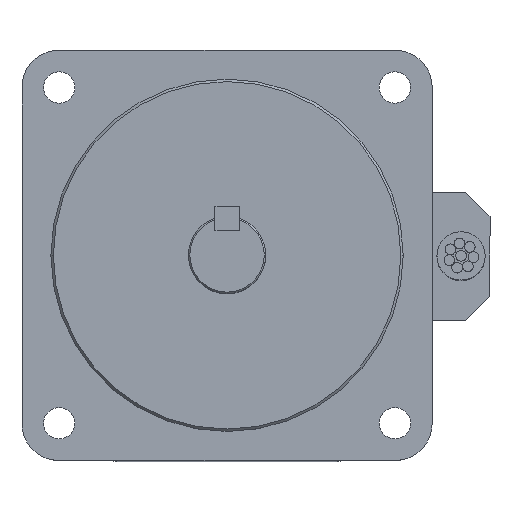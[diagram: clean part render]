
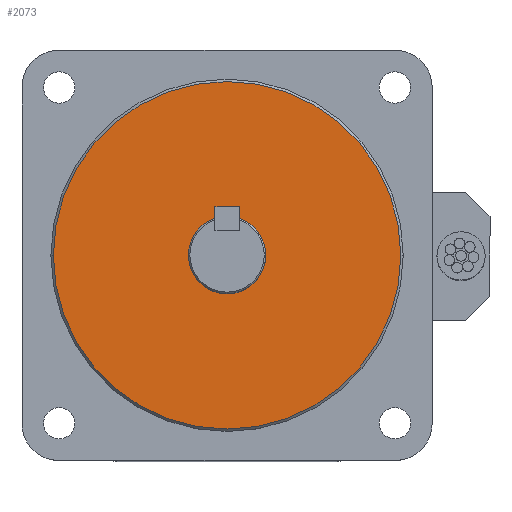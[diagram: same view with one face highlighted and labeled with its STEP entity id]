
A CAD part, top view. The second image highlights one B-rep face of the part: STEP entity #2073.
In plain terms, the highlighted planar face has unit normal (0, 0, 1).
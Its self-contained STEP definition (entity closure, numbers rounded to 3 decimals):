
#68 = AXIS2_PLACEMENT_3D ( 'NONE', #2722, #1211, #2970 ) ;
#123 = AXIS2_PLACEMENT_3D ( 'NONE', #1098, #2597, #841 ) ;
#129 = CIRCLE ( 'NONE', #2851, 8. ) ;
#224 = AXIS2_PLACEMENT_3D ( 'NONE', #687, #3204, #1703 ) ;
#312 = CIRCLE ( 'NONE', #68, 36.012 ) ;
#453 = DIRECTION ( 'NONE',  ( 0., 0., 1. ) ) ;
#506 = CARTESIAN_POINT ( 'NONE',  ( -36.012, 0., 158. ) ) ;
#521 = EDGE_CURVE ( 'NONE', #1844, #2370, #129, .T. ) ;
#656 = FACE_BOUND ( 'NONE', #3125, .T. ) ;
#674 = EDGE_CURVE ( 'NONE', #2023, #2858, #982, .T. ) ;
#687 = CARTESIAN_POINT ( 'NONE',  ( 0., 0., 158. ) ) ;
#756 = ORIENTED_EDGE ( 'NONE', *, *, #674, .T. ) ;
#841 = DIRECTION ( 'NONE',  ( 1., 0., 0. ) ) ;
#943 = PLANE ( 'NONE',  #224 ) ;
#982 = CIRCLE ( 'NONE', #123, 36.012 ) ;
#1061 = DIRECTION ( 'NONE',  ( 0., 0., 1. ) ) ;
#1098 = CARTESIAN_POINT ( 'NONE',  ( 0., 0., 158. ) ) ;
#1110 = CARTESIAN_POINT ( 'NONE',  ( 36.012, 0., 158. ) ) ;
#1211 = DIRECTION ( 'NONE',  ( 0., 0., 1. ) ) ;
#1268 = CIRCLE ( 'NONE', #2533, 8. ) ;
#1703 = DIRECTION ( 'NONE',  ( 1., 0., 0. ) ) ;
#1844 = VERTEX_POINT ( 'NONE', #2276 ) ;
#1912 = FACE_OUTER_BOUND ( 'NONE', #2581, .T. ) ;
#1948 = CARTESIAN_POINT ( 'NONE',  ( 0., 0., 158. ) ) ;
#2023 = VERTEX_POINT ( 'NONE', #1110 ) ;
#2073 = ADVANCED_FACE ( 'NONE', ( #656, #1912 ), #943, .T. ) ;
#2200 = DIRECTION ( 'NONE',  ( 1., 0., 0. ) ) ;
#2276 = CARTESIAN_POINT ( 'NONE',  ( 8., 0., 158. ) ) ;
#2331 = EDGE_CURVE ( 'NONE', #2370, #1844, #1268, .T. ) ;
#2370 = VERTEX_POINT ( 'NONE', #3081 ) ;
#2486 = ORIENTED_EDGE ( 'NONE', *, *, #2331, .F. ) ;
#2525 = ORIENTED_EDGE ( 'NONE', *, *, #521, .F. ) ;
#2533 = AXIS2_PLACEMENT_3D ( 'NONE', #2557, #1061, #2822 ) ;
#2557 = CARTESIAN_POINT ( 'NONE',  ( 0., 0., 158. ) ) ;
#2580 = EDGE_CURVE ( 'NONE', #2858, #2023, #312, .T. ) ;
#2581 = EDGE_LOOP ( 'NONE', ( #3213, #756 ) ) ;
#2597 = DIRECTION ( 'NONE',  ( 0., 0., 1. ) ) ;
#2722 = CARTESIAN_POINT ( 'NONE',  ( 0., 0., 158. ) ) ;
#2822 = DIRECTION ( 'NONE',  ( 1., 0., 0. ) ) ;
#2851 = AXIS2_PLACEMENT_3D ( 'NONE', #1948, #453, #2200 ) ;
#2858 = VERTEX_POINT ( 'NONE', #506 ) ;
#2970 = DIRECTION ( 'NONE',  ( 1., 0., 0. ) ) ;
#3081 = CARTESIAN_POINT ( 'NONE',  ( -8., 0., 158. ) ) ;
#3125 = EDGE_LOOP ( 'NONE', ( #2486, #2525 ) ) ;
#3204 = DIRECTION ( 'NONE',  ( 0., 0., 1. ) ) ;
#3213 = ORIENTED_EDGE ( 'NONE', *, *, #2580, .T. ) ;
